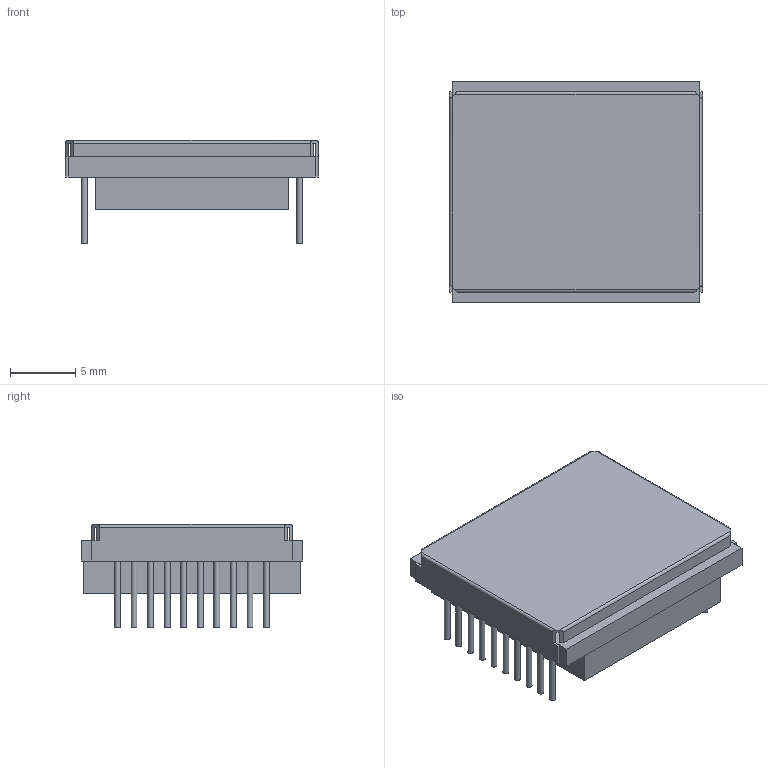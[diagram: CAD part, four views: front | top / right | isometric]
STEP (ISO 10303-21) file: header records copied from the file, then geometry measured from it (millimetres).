
FILE_DESCRIPTION(/* description */ (''),/* implementation_level */ '2;1');
FILE_NAME(/* name */ 'PWS_HAMAMATSU_C11204-01.stp',/* time_stamp */ '2017-06-15T16:13:30+02:00',/* author */ ('jchouvet'),/* organization */ (''),/* preprocessor_version */ 'ST-DEVELOPER v16.1',/* originating_system */ 'AutoCAD Mechanical',/* authorisation */ '');
FILE_SCHEMA (('AUTOMOTIVE_DESIGN { 1 0 10303 214 3 1 1 }'));
Length unit declared in the file: millimetre
Products named in the file (1): Product
Bounding box: 19.4 x 17 x 7.9 mm (x, y, z)
Volume: 1226.4 mm3; surface area: 2368.6 mm2
Topology: 19 solids, 19 shells, 90 faces, 156 edges, 104 vertices
Faces by surface type: plane 70, cylinder 20
Full cylindrical faces by diameter (mm): 0.45 x16
Entity records: 2088 total; most frequent: DIRECTION 362, CARTESIAN_POINT 335, ORIENTED_EDGE 280, EDGE_CURVE 140, AXIS2_PLACEMENT_3D 131, EDGE_LOOP 106, VERTEX_POINT 104, LINE 100
